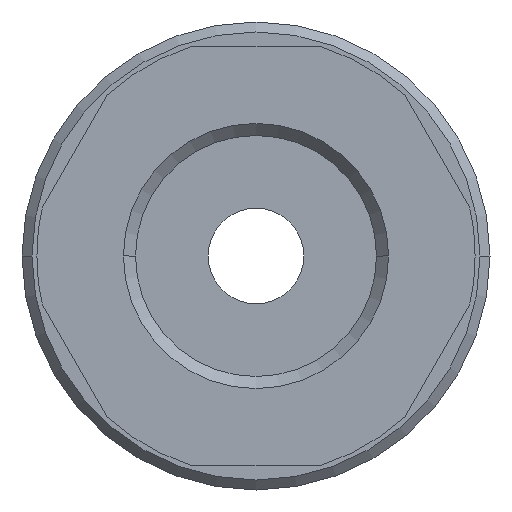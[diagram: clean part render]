
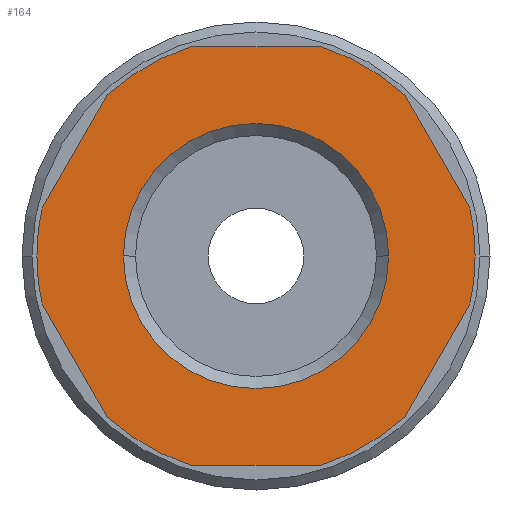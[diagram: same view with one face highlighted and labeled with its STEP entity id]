
A CAD part, front view. The second image highlights one B-rep face of the part: STEP entity #164.
In plain terms, the highlighted planar face has unit normal (0, -1, 0).
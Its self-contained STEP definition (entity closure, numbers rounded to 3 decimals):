
#164=ADVANCED_FACE('',(#425,#426),#427,.T.);
#425=FACE_BOUND('',#788,.T.);
#426=FACE_OUTER_BOUND('',#789,.T.);
#427=PLANE('',#790);
#788=EDGE_LOOP('',(#1213,#1214));
#789=EDGE_LOOP('',(#1215,#1216,#1217,#1218,#1219,#1220,#1221,#1222,#1223,#1224,#1225,#1226,#1227,#1228));
#790=AXIS2_PLACEMENT_3D('',#1229,#1230,#1231);
#1213=ORIENTED_EDGE('',*,*,#2114,.T.);
#1214=ORIENTED_EDGE('',*,*,#2115,.T.);
#1215=ORIENTED_EDGE('',*,*,#2116,.F.);
#1216=ORIENTED_EDGE('',*,*,#2117,.F.);
#1217=ORIENTED_EDGE('',*,*,#2118,.F.);
#1218=ORIENTED_EDGE('',*,*,#2119,.F.);
#1219=ORIENTED_EDGE('',*,*,#2120,.F.);
#1220=ORIENTED_EDGE('',*,*,#2086,.F.);
#1221=ORIENTED_EDGE('',*,*,#2121,.F.);
#1222=ORIENTED_EDGE('',*,*,#2122,.F.);
#1223=ORIENTED_EDGE('',*,*,#2123,.F.);
#1224=ORIENTED_EDGE('',*,*,#2124,.F.);
#1225=ORIENTED_EDGE('',*,*,#2125,.F.);
#1226=ORIENTED_EDGE('',*,*,#2126,.F.);
#1227=ORIENTED_EDGE('',*,*,#2127,.F.);
#1228=ORIENTED_EDGE('',*,*,#2128,.F.);
#1229=CARTESIAN_POINT('',(5.5,0.0,0.0));
#1230=DIRECTION('',(-0.0,-1.0,-0.0));
#1231=DIRECTION('',(-1.0,0.0,0.0));
#2086=EDGE_CURVE('',#2471,#2474,#2475,.T.);
#2114=EDGE_CURVE('',#2520,#2521,#2522,.T.);
#2115=EDGE_CURVE('',#2521,#2520,#2523,.T.);
#2116=EDGE_CURVE('',#2524,#2525,#2526,.T.);
#2117=EDGE_CURVE('',#2527,#2524,#2528,.T.);
#2118=EDGE_CURVE('',#2529,#2527,#2530,.T.);
#2119=EDGE_CURVE('',#2531,#2529,#2532,.T.);
#2120=EDGE_CURVE('',#2474,#2531,#2533,.T.);
#2121=EDGE_CURVE('',#2534,#2471,#2535,.T.);
#2122=EDGE_CURVE('',#2536,#2534,#2537,.T.);
#2123=EDGE_CURVE('',#2538,#2536,#2539,.T.);
#2124=EDGE_CURVE('',#2540,#2538,#2541,.T.);
#2125=EDGE_CURVE('',#2542,#2540,#2543,.T.);
#2126=EDGE_CURVE('',#2544,#2542,#2545,.T.);
#2127=EDGE_CURVE('',#2546,#2544,#2547,.T.);
#2128=EDGE_CURVE('',#2525,#2546,#2548,.T.);
#2471=VERTEX_POINT('',#2985);
#2474=VERTEX_POINT('',#2989);
#2475=CIRCLE('',#2990,11.0);
#2520=VERTEX_POINT('',#3042);
#2521=VERTEX_POINT('',#3043);
#2522=CIRCLE('',#3044,6.655);
#2523=CIRCLE('',#3045,6.655);
#2524=VERTEX_POINT('',#3046);
#2525=VERTEX_POINT('',#3047);
#2526=LINE('',#3048,#3049);
#2527=VERTEX_POINT('',#3050);
#2528=CIRCLE('',#3051,11.0);
#2529=VERTEX_POINT('',#3052);
#2530=LINE('',#3053,#3054);
#2531=VERTEX_POINT('',#3055);
#2532=CIRCLE('',#3056,11.0);
#2533=LINE('',#3057,#3058);
#2534=VERTEX_POINT('',#3059);
#2535=CIRCLE('',#3060,11.0);
#2536=VERTEX_POINT('',#3061);
#2537=LINE('',#3062,#3063);
#2538=VERTEX_POINT('',#3064);
#2539=CIRCLE('',#3065,11.0);
#2540=VERTEX_POINT('',#3066);
#2541=LINE('',#3067,#3068);
#2542=VERTEX_POINT('',#3069);
#2543=CIRCLE('',#3070,11.0);
#2544=VERTEX_POINT('',#3071);
#2545=LINE('',#3072,#3073);
#2546=VERTEX_POINT('',#3074);
#2547=CIRCLE('',#3075,11.0);
#2548=CIRCLE('',#3076,11.0);
#2985=CARTESIAN_POINT('',(11.0,0.0,0.));
#2989=CARTESIAN_POINT('',(10.733,0.0,-2.411));
#2990=AXIS2_PLACEMENT_3D('',#3839,#3840,#3841);
#3042=CARTESIAN_POINT('',(-6.655,0.0,0.));
#3043=CARTESIAN_POINT('',(6.655,0.0,0.));
#3044=AXIS2_PLACEMENT_3D('',#3894,#3895,#3896);
#3045=AXIS2_PLACEMENT_3D('',#3897,#3898,#3899);
#3046=CARTESIAN_POINT('',(-7.454,0.0,-8.089));
#3047=CARTESIAN_POINT('',(-10.733,0.0,-2.411));
#3048=CARTESIAN_POINT('',(-8.406,0.0,-6.441));
#3049=VECTOR('',#3900,1.0);
#3050=CARTESIAN_POINT('',(-3.279,0.0,-10.5));
#3051=AXIS2_PLACEMENT_3D('',#3901,#3902,#3903);
#3052=CARTESIAN_POINT('',(3.279,0.0,-10.5));
#3053=CARTESIAN_POINT('',(2.75,0.0,-10.5));
#3054=VECTOR('',#3904,1.0);
#3055=CARTESIAN_POINT('',(7.454,0.0,-8.089));
#3056=AXIS2_PLACEMENT_3D('',#3905,#3906,#3907);
#3057=CARTESIAN_POINT('',(9.781,0.0,-4.059));
#3058=VECTOR('',#3908,1.0);
#3059=CARTESIAN_POINT('',(10.733,0.0,2.411));
#3060=AXIS2_PLACEMENT_3D('',#3909,#3910,#3911);
#3061=CARTESIAN_POINT('',(7.454,0.0,8.089));
#3062=CARTESIAN_POINT('',(9.781,0.0,4.059));
#3063=VECTOR('',#3912,1.0);
#3064=CARTESIAN_POINT('',(3.279,0.0,10.5));
#3065=AXIS2_PLACEMENT_3D('',#3913,#3914,#3915);
#3066=CARTESIAN_POINT('',(-3.279,0.0,10.5));
#3067=CARTESIAN_POINT('',(2.75,0.0,10.5));
#3068=VECTOR('',#3916,1.0);
#3069=CARTESIAN_POINT('',(-7.454,0.0,8.089));
#3070=AXIS2_PLACEMENT_3D('',#3917,#3918,#3919);
#3071=CARTESIAN_POINT('',(-10.733,0.0,2.411));
#3072=CARTESIAN_POINT('',(-8.406,0.0,6.441));
#3073=VECTOR('',#3920,1.0);
#3074=CARTESIAN_POINT('',(-11.0,0.0,0.));
#3075=AXIS2_PLACEMENT_3D('',#3921,#3922,#3923);
#3076=AXIS2_PLACEMENT_3D('',#3924,#3925,#3926);
#3839=CARTESIAN_POINT('',(0.0,0.0,0.0));
#3840=DIRECTION('',(-0.0,1.0,0.0));
#3841=DIRECTION('',(1.0,0.0,0.0));
#3894=CARTESIAN_POINT('',(0.0,0.0,0.0));
#3895=DIRECTION('',(-0.0,1.0,0.0));
#3896=DIRECTION('',(1.0,0.0,0.0));
#3897=CARTESIAN_POINT('',(0.0,0.0,0.0));
#3898=DIRECTION('',(-0.0,1.0,0.0));
#3899=DIRECTION('',(1.0,0.0,0.0));
#3900=DIRECTION('',(-0.5,0.0,0.866));
#3901=CARTESIAN_POINT('',(0.0,0.0,0.0));
#3902=DIRECTION('',(-0.0,1.0,0.0));
#3903=DIRECTION('',(1.0,0.0,0.0));
#3904=DIRECTION('',(-1.0,0.0,0.0));
#3905=CARTESIAN_POINT('',(0.0,0.0,0.0));
#3906=DIRECTION('',(-0.0,1.0,0.0));
#3907=DIRECTION('',(1.0,0.0,0.0));
#3908=DIRECTION('',(-0.5,0.0,-0.866));
#3909=CARTESIAN_POINT('',(0.0,0.0,0.0));
#3910=DIRECTION('',(-0.0,1.0,0.0));
#3911=DIRECTION('',(1.0,0.0,0.0));
#3912=DIRECTION('',(0.5,0.0,-0.866));
#3913=CARTESIAN_POINT('',(0.0,0.0,0.0));
#3914=DIRECTION('',(-0.0,1.0,0.0));
#3915=DIRECTION('',(1.0,0.0,0.0));
#3916=DIRECTION('',(1.0,-0.0,0.));
#3917=CARTESIAN_POINT('',(0.0,0.0,0.0));
#3918=DIRECTION('',(-0.0,1.0,0.0));
#3919=DIRECTION('',(1.0,0.0,0.0));
#3920=DIRECTION('',(0.5,-0.0,0.866));
#3921=CARTESIAN_POINT('',(0.0,0.0,0.0));
#3922=DIRECTION('',(-0.0,1.0,0.0));
#3923=DIRECTION('',(1.0,0.0,0.0));
#3924=CARTESIAN_POINT('',(0.0,0.0,0.0));
#3925=DIRECTION('',(-0.0,1.0,0.0));
#3926=DIRECTION('',(1.0,0.0,0.0));
